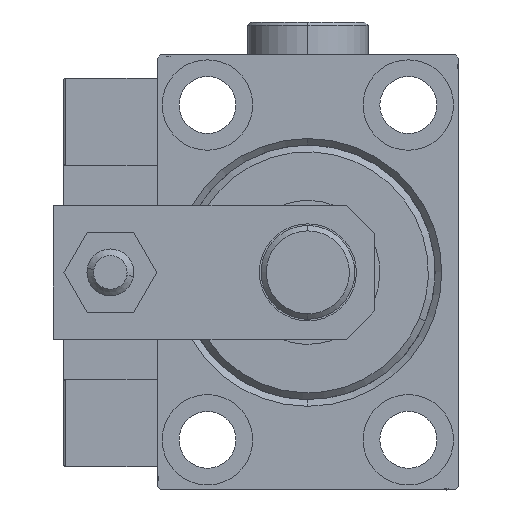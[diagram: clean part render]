
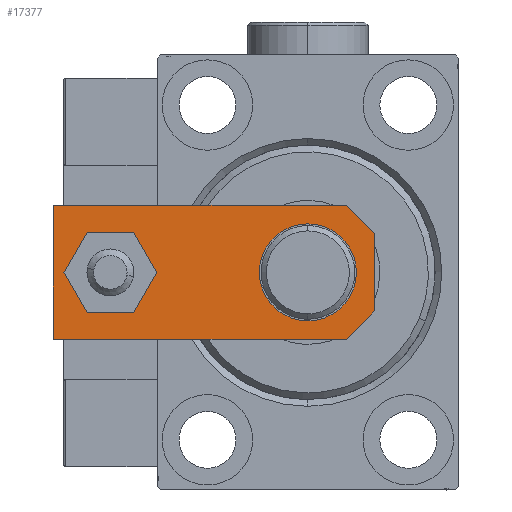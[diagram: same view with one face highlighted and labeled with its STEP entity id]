
A CAD part, left-side view. The second image highlights one B-rep face of the part: STEP entity #17377.
In plain terms, the highlighted face is planar.
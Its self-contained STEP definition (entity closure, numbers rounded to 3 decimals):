
#329 = CIRCLE ( 'NONE', #13004, 4. ) ;
#1134 = EDGE_CURVE ( 'NONE', #20623, #2012, #19046, .T. ) ;
#1190 = CARTESIAN_POINT ( 'NONE',  ( 10., 4.24, 6. ) ) ;
#2012 = VERTEX_POINT ( 'NONE', #29989 ) ;
#2037 = ORIENTED_EDGE ( 'NONE', *, *, #47812, .T. ) ;
#2631 = FACE_OUTER_BOUND ( 'NONE', #8781, .T. ) ;
#3196 = CIRCLE ( 'NONE', #32727, 7.25 ) ;
#4375 = CARTESIAN_POINT ( 'NONE',  ( 10., 48., 6. ) ) ;
#5166 = CIRCLE ( 'NONE', #22082, 7.25 ) ;
#5534 = CARTESIAN_POINT ( 'NONE',  ( 5.76, 0., 6. ) ) ;
#6975 = ORIENTED_EDGE ( 'NONE', *, *, #12376, .T. ) ;
#7179 = CARTESIAN_POINT ( 'NONE',  ( 4., 39.5, 6. ) ) ;
#7183 = CARTESIAN_POINT ( 'NONE',  ( -4., 39.5, 6. ) ) ;
#8190 = DIRECTION ( 'NONE',  ( 0., 1., 0. ) ) ;
#8327 = CARTESIAN_POINT ( 'NONE',  ( -7.25, 10., 6. ) ) ;
#8638 = DIRECTION ( 'NONE',  ( 0., 0., 1. ) ) ;
#8781 = EDGE_LOOP ( 'NONE', ( #27465, #31633, #6975, #46596, #2037, #19864 ) ) ;
#9101 = EDGE_CURVE ( 'NONE', #13211, #20623, #19926, .T. ) ;
#9395 = EDGE_CURVE ( 'NONE', #46397, #22061, #38153, .T. ) ;
#9486 = CARTESIAN_POINT ( 'NONE',  ( 0., 0., 6. ) ) ;
#10244 = AXIS2_PLACEMENT_3D ( 'NONE', #9486, #42013, #21934 ) ;
#11472 = DIRECTION ( 'NONE',  ( 0., 0., 1. ) ) ;
#11647 = CARTESIAN_POINT ( 'NONE',  ( 10., 48., 6. ) ) ;
#12044 = DIRECTION ( 'NONE',  ( -1., 0., 0. ) ) ;
#12191 = DIRECTION ( 'NONE',  ( 0., 0., 1. ) ) ;
#12376 = EDGE_CURVE ( 'NONE', #2012, #46397, #26101, .T. ) ;
#12612 = CARTESIAN_POINT ( 'NONE',  ( 0., 10., 6. ) ) ;
#13004 = AXIS2_PLACEMENT_3D ( 'NONE', #23844, #12191, #48666 ) ;
#13211 = VERTEX_POINT ( 'NONE', #40356 ) ;
#14835 = CARTESIAN_POINT ( 'NONE',  ( 0., 39.5, 6. ) ) ;
#14920 = EDGE_CURVE ( 'NONE', #29166, #49775, #19436, .T. ) ;
#17377 = ADVANCED_FACE ( 'NONE', ( #38852, #2631, #42795 ), #45985, .T. ) ;
#17648 = VECTOR ( 'NONE', #12044, 1000. ) ;
#18054 = CARTESIAN_POINT ( 'NONE',  ( 2.88, -2.88, 6. ) ) ;
#18107 = CARTESIAN_POINT ( 'NONE',  ( 7.25, 10., 6. ) ) ;
#18282 = DIRECTION ( 'NONE',  ( 1., 0., 0. ) ) ;
#18483 = ORIENTED_EDGE ( 'NONE', *, *, #48979, .F. ) ;
#19046 = LINE ( 'NONE', #39913, #35973 ) ;
#19436 = CIRCLE ( 'NONE', #30438, 4. ) ;
#19666 = CARTESIAN_POINT ( 'NONE',  ( 0., 10., 6. ) ) ;
#19864 = ORIENTED_EDGE ( 'NONE', *, *, #48030, .T. ) ;
#19926 = LINE ( 'NONE', #20458, #46365 ) ;
#20458 = CARTESIAN_POINT ( 'NONE',  ( -10., 48., 6. ) ) ;
#20623 = VERTEX_POINT ( 'NONE', #22710 ) ;
#21934 = DIRECTION ( 'NONE',  ( 1., 0., 0. ) ) ;
#22061 = VERTEX_POINT ( 'NONE', #1190 ) ;
#22082 = AXIS2_PLACEMENT_3D ( 'NONE', #19666, #11472, #26843 ) ;
#22710 = CARTESIAN_POINT ( 'NONE',  ( -10., 4.24, 6. ) ) ;
#23026 = DIRECTION ( 'NONE',  ( 0.707, -0.707, 0. ) ) ;
#23365 = VERTEX_POINT ( 'NONE', #18107 ) ;
#23844 = CARTESIAN_POINT ( 'NONE',  ( 0., 39.5, 6. ) ) ;
#24078 = LINE ( 'NONE', #45197, #33567 ) ;
#24578 = VECTOR ( 'NONE', #34021, 1000. ) ;
#24784 = DIRECTION ( 'NONE',  ( 1., 0., 0. ) ) ;
#26101 = LINE ( 'NONE', #46955, #24578 ) ;
#26664 = EDGE_CURVE ( 'NONE', #47140, #23365, #5166, .T. ) ;
#26843 = DIRECTION ( 'NONE',  ( 1., 0., 0. ) ) ;
#27465 = ORIENTED_EDGE ( 'NONE', *, *, #9101, .T. ) ;
#27790 = VECTOR ( 'NONE', #34188, 1000. ) ;
#29166 = VERTEX_POINT ( 'NONE', #7179 ) ;
#29989 = CARTESIAN_POINT ( 'NONE',  ( -5.76, 0., 6. ) ) ;
#30438 = AXIS2_PLACEMENT_3D ( 'NONE', #14835, #34938, #18282 ) ;
#31633 = ORIENTED_EDGE ( 'NONE', *, *, #1134, .T. ) ;
#31875 = LINE ( 'NONE', #4375, #17648 ) ;
#32727 = AXIS2_PLACEMENT_3D ( 'NONE', #12612, #8638, #24784 ) ;
#33251 = ORIENTED_EDGE ( 'NONE', *, *, #26664, .F. ) ;
#33567 = VECTOR ( 'NONE', #8190, 1000. ) ;
#34021 = DIRECTION ( 'NONE',  ( 1., 0., 0. ) ) ;
#34188 = DIRECTION ( 'NONE',  ( 0.707, 0.707, 0. ) ) ;
#34938 = DIRECTION ( 'NONE',  ( 0., 0., 1. ) ) ;
#35720 = EDGE_CURVE ( 'NONE', #49775, #29166, #329, .T. ) ;
#35973 = VECTOR ( 'NONE', #23026, 1000. ) ;
#36188 = EDGE_LOOP ( 'NONE', ( #33251, #18483 ) ) ;
#36960 = ORIENTED_EDGE ( 'NONE', *, *, #35720, .F. ) ;
#38153 = LINE ( 'NONE', #18054, #27790 ) ;
#38230 = EDGE_LOOP ( 'NONE', ( #36960, #52007 ) ) ;
#38852 = FACE_BOUND ( 'NONE', #38230, .T. ) ;
#39913 = CARTESIAN_POINT ( 'NONE',  ( -2.88, -2.88, 6. ) ) ;
#40356 = CARTESIAN_POINT ( 'NONE',  ( -10., 48., 6. ) ) ;
#42013 = DIRECTION ( 'NONE',  ( 0., 0., 1. ) ) ;
#42795 = FACE_BOUND ( 'NONE', #36188, .T. ) ;
#45197 = CARTESIAN_POINT ( 'NONE',  ( 10., 0., 6. ) ) ;
#45985 = PLANE ( 'NONE',  #10244 ) ;
#46365 = VECTOR ( 'NONE', #48469, 1000. ) ;
#46397 = VERTEX_POINT ( 'NONE', #5534 ) ;
#46596 = ORIENTED_EDGE ( 'NONE', *, *, #9395, .T. ) ;
#46955 = CARTESIAN_POINT ( 'NONE',  ( -10., 0., 6. ) ) ;
#47140 = VERTEX_POINT ( 'NONE', #8327 ) ;
#47688 = VERTEX_POINT ( 'NONE', #11647 ) ;
#47812 = EDGE_CURVE ( 'NONE', #22061, #47688, #24078, .T. ) ;
#48030 = EDGE_CURVE ( 'NONE', #47688, #13211, #31875, .T. ) ;
#48469 = DIRECTION ( 'NONE',  ( 0., -1., 0. ) ) ;
#48666 = DIRECTION ( 'NONE',  ( 1., 0., 0. ) ) ;
#48979 = EDGE_CURVE ( 'NONE', #23365, #47140, #3196, .T. ) ;
#49775 = VERTEX_POINT ( 'NONE', #7183 ) ;
#52007 = ORIENTED_EDGE ( 'NONE', *, *, #14920, .F. ) ;
